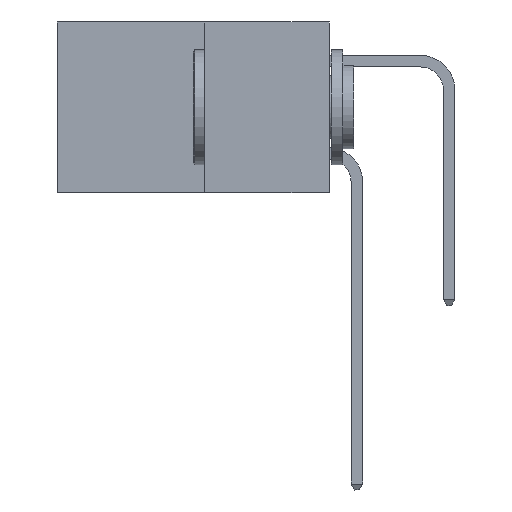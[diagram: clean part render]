
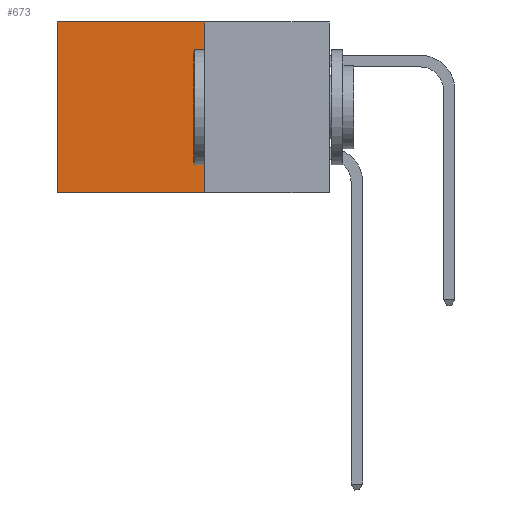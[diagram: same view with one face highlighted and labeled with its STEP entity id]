
A CAD part, left-side view. The second image highlights one B-rep face of the part: STEP entity #673.
In plain terms, the highlighted planar face has unit normal (-1, 0, 0).
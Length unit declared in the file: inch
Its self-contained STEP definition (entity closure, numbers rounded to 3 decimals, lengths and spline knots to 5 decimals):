
#149 = DIRECTION ( 'NONE',  ( 0., 0., -1. ) ) ;
#429 = CARTESIAN_POINT ( 'NONE',  ( 0.277, 0.27, -0.37 ) ) ;
#433 = CARTESIAN_POINT ( 'NONE',  ( 0.277, 0.27, -0.37 ) ) ;
#488 = EDGE_CURVE ( 'NONE', #6711, #12401, #10293, .T. ) ;
#673 = ADVANCED_FACE ( 'NONE', ( #11973 ), #2710, .F. ) ;
#987 = CARTESIAN_POINT ( 'NONE',  ( 0.277, 0.59, 0. ) ) ;
#1478 = CARTESIAN_POINT ( 'NONE',  ( 0.277, 0.59, -0.37 ) ) ;
#1525 = CARTESIAN_POINT ( 'NONE',  ( 0.277, 0.59, -0.37 ) ) ;
#1552 = VERTEX_POINT ( 'NONE', #433 ) ;
#2047 = AXIS2_PLACEMENT_3D ( 'NONE', #11673, #5666, #11386 ) ;
#2251 = LINE ( 'NONE', #10461, #12296 ) ;
#2393 = VECTOR ( 'NONE', #10542, 39.37008 ) ;
#2710 = PLANE ( 'NONE',  #2047 ) ;
#4406 = CARTESIAN_POINT ( 'NONE',  ( 0.277, 0.27, 0. ) ) ;
#4686 = EDGE_CURVE ( 'NONE', #1552, #12401, #7042, .T. ) ;
#5641 = EDGE_CURVE ( 'NONE', #12199, #1552, #8786, .T. ) ;
#5666 = DIRECTION ( 'NONE',  ( 1., 0., 0. ) ) ;
#6195 = VECTOR ( 'NONE', #149, 39.37008 ) ;
#6711 = VERTEX_POINT ( 'NONE', #987 ) ;
#7042 = LINE ( 'NONE', #10814, #11731 ) ;
#7450 = EDGE_LOOP ( 'NONE', ( #7714, #8496, #8719, #9253 ) ) ;
#7714 = ORIENTED_EDGE ( 'NONE', *, *, #488, .T. ) ;
#8496 = ORIENTED_EDGE ( 'NONE', *, *, #4686, .F. ) ;
#8719 = ORIENTED_EDGE ( 'NONE', *, *, #5641, .F. ) ;
#8786 = LINE ( 'NONE', #429, #6195 ) ;
#9253 = ORIENTED_EDGE ( 'NONE', *, *, #11945, .T. ) ;
#10113 = DIRECTION ( 'NONE',  ( 0., 1., 0. ) ) ;
#10293 = LINE ( 'NONE', #1478, #2393 ) ;
#10461 = CARTESIAN_POINT ( 'NONE',  ( 0.277, 0.27, 0. ) ) ;
#10542 = DIRECTION ( 'NONE',  ( 0., 0., -1. ) ) ;
#10771 = DIRECTION ( 'NONE',  ( 0., 1., 0. ) ) ;
#10814 = CARTESIAN_POINT ( 'NONE',  ( 0.277, 0.27, -0.37 ) ) ;
#11386 = DIRECTION ( 'NONE',  ( 0., 0., -1. ) ) ;
#11673 = CARTESIAN_POINT ( 'NONE',  ( 0.277, 0.27, -0.37 ) ) ;
#11731 = VECTOR ( 'NONE', #10771, 39.37008 ) ;
#11945 = EDGE_CURVE ( 'NONE', #12199, #6711, #2251, .T. ) ;
#11973 = FACE_OUTER_BOUND ( 'NONE', #7450, .T. ) ;
#12199 = VERTEX_POINT ( 'NONE', #4406 ) ;
#12296 = VECTOR ( 'NONE', #10113, 39.37008 ) ;
#12401 = VERTEX_POINT ( 'NONE', #1525 ) ;
